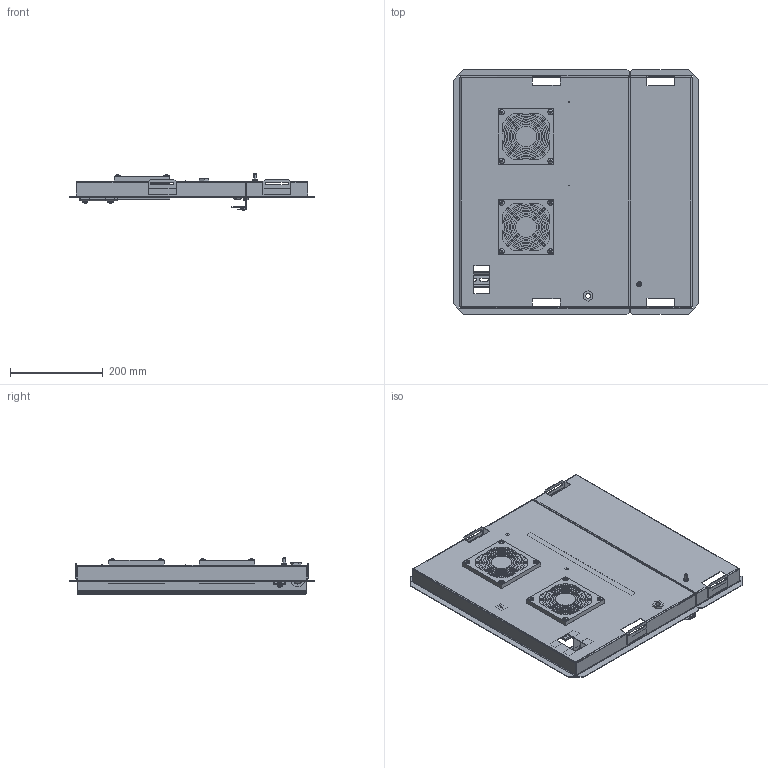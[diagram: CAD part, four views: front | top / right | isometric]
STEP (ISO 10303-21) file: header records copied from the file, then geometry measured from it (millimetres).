
FILE_DESCRIPTION (( 'STEP AP203' ), '1' );
FILE_NAME ('UR7710206060 Ïàíåëü Âåíòèëÿòîðíàÿ äâóõñåêöèîííàÿ RS52 60.60 (000.801.774).STEP', '2022-04-26T13:13:36', ( '' ), ( '' ), 'SwSTEP 2.0', 'SolidWorks 2017', '' );
FILE_SCHEMA (( 'CONFIG_CONTROL_DESIGN' ));
Length unit declared in the file: millimetre
Products named in the file (23): Çàêëåïêà ðåçüáîâàÿ óìåíüøåííûé áîðòèê ñ íàñå÷êîé_Œ5å11,5; 014-12 DIN-ðåéêà OMEGA 3ÀF_00; 012-2210 Ïàíåëü ñåêöèè âåíòèëÿòîðíîé RS52 60.60; Ñàëüíèê PG 9 TDM; 000.701.161 Ñåêöèÿ ïàíåëè âåíòèëÿòîðíîé RS52 60.60; 嵑殧趌11371_5; 012-2209 Ïàíåëü ðàìû âåíòèëÿòîðíîé RS52 60.60; UR7710206060 Ïàíåëü Âåíòèëÿòîðíàÿ äâóõñåêöèîííàÿ RS52 60.60 (000.801.774); 000.169.062 ﾊ煇鳫; 019-133 Ïëàíêà Z-îáðàçíàÿ_00; Âèíò DIN 967 Ì5_5å16; 淟檍瀖00; 029-298 ﾊ煇鳫; Øïèëüêà çàçåìëåíèÿ CKF CS_Œ6å16; 蹴濋趌5915_M5; Âèíò DIN 967 Ì5_5å20; 000.801.773 Êîìïëåêò âåíòèëÿòîðíîé ïàíåëè RS52 60.60; Âåíòèëÿòîð FK6628.230; 000.701.162 Ñåêöèÿ ïàíåëè âåíòèëÿòîðíîé RS52 60.60; Êëåìíàÿ êîëîäêà; 嵑殧趌6402_5; Óïëîòíèòåëü äûìà P-îáðàçíûé 495 ìì_850å850; 026-669 赶鎀鍧
Assembly tree (72 placements, depth 4):
  UR7710206060 Ïàíåëü Âåíòèëÿòîðíàÿ äâóõñåêöèîííàÿ RS52 60.60 (000.801.774)
    000.701.162 Ñåêöèÿ ïàíåëè âåíòèëÿòîðíîé RS52 60.60
      012-2210 Ïàíåëü ñåêöèè âåíòèëÿòîðíîé RS52 60.60
      026-669 赶鎀鍧  x2
      Øïèëüêà çàçåìëåíèÿ CKF CS_Œ6å16  x2
      000.169.062 ﾊ煇鳫  x2
        029-298 ﾊ煇鳫
        Çàêëåïêà ðåçüáîâàÿ óìåíüøåííûé áîðòèê ñ íàñå÷êîé_Œ5å11,5
      019-133 Ïëàíêà Z-îáðàçíàÿ_00
    026-669 赶鎀鍧  x2
    Øïèëüêà çàçåìëåíèÿ CKF CS_Œ6å16  x2
    000.169.062 ﾊ煇鳫
      029-298 ﾊ煇鳫
      Çàêëåïêà ðåçüáîâàÿ óìåíüøåííûé áîðòèê ñ íàñå÷êîé_Œ5å11,5
    019-133 Ïëàíêà Z-îáðàçíàÿ_00
    014-12 DIN-ðåéêà OMEGA 3ÀF_00
    嵑殧趌11371_5  x10
    嵑殧趌6402_5  x10
    Âèíò DIN 967 Ì5_5å16  x2
    Âåíòèëÿòîð FK6628.230  x2
    蹴濋趌5915_M5  x8
    Óïëîòíèòåëü äûìà P-îáðàçíûé 495 ìì_850å850
    Ñàëüíèê PG 9 TDM  x2
    淟檍瀖00  x4
    Âèíò DIN 967 Ì5_5å20  x8
    Êëåìíàÿ êîëîäêà
    000.801.773 Êîìïëåêò âåíòèëÿòîðíîé ïàíåëè RS52 60.60
      000.701.161 Ñåêöèÿ ïàíåëè âåíòèëÿòîðíîé RS52 60.60
        012-2209 Ïàíåëü ðàìû âåíòèëÿòîðíîé RS52 60.60
        Øïèëüêà çàçåìëåíèÿ CKF CS_Œ6å16
        026-669 赶鎀鍧  x2
Bounding box: 530 x 528 x 79 mm (x, y, z)
Volume: 1285090.9 mm3; surface area: 1240052.1 mm2
Topology: 78 solids, 78 shells, 3266 faces, 8138 edges, 5200 vertices
Faces by surface type: plane 1707, cylinder 1165, bspline 274, sphere 62, cone 38, torus 20
Entity records: 54399 total; most frequent: CARTESIAN_POINT 13175, DIRECTION 7738, ORIENTED_EDGE 7682, EDGE_CURVE 3841, AXIS2_PLACEMENT_3D 2668, VERTEX_POINT 2447, VECTOR 2402, LINE 2402
